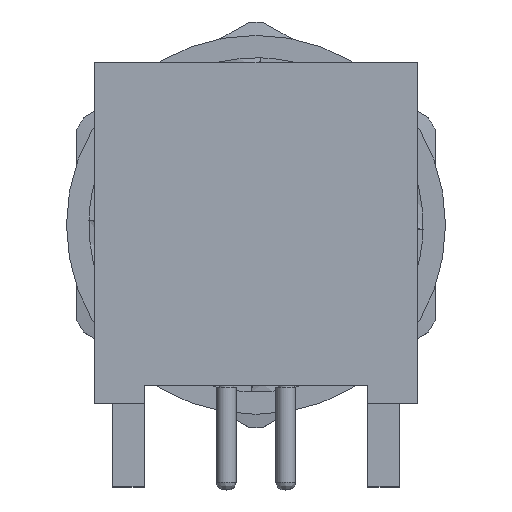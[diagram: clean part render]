
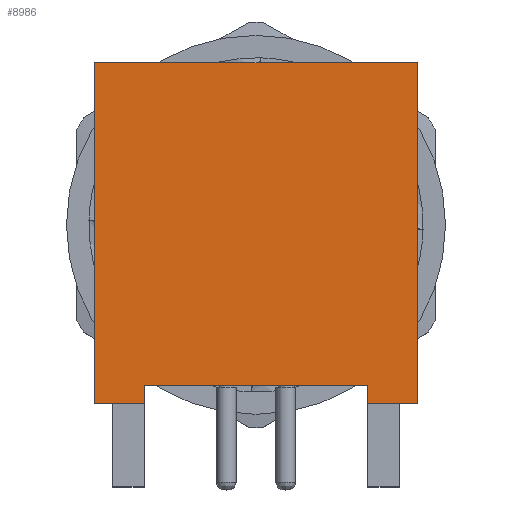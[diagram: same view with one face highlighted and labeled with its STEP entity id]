
A CAD part, top view. The second image highlights one B-rep face of the part: STEP entity #8986.
In plain terms, the highlighted planar face has unit normal (0, 0, 1).
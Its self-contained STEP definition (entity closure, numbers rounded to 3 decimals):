
#99 = EDGE_CURVE ( 'NONE', #9495, #13495, #4180, .T. ) ;
#639 = LINE ( 'NONE', #2128, #13257 ) ;
#1522 = CARTESIAN_POINT ( 'NONE',  ( 5.402, 5.402, 23.502 ) ) ;
#1931 = LINE ( 'NONE', #20263, #7799 ) ;
#2056 = LINE ( 'NONE', #15262, #15444 ) ;
#2128 = CARTESIAN_POINT ( 'NONE',  ( 5.402, 5.4, 23.502 ) ) ;
#2350 = ORIENTED_EDGE ( 'NONE', *, *, #99, .T. ) ;
#2441 = CARTESIAN_POINT ( 'NONE',  ( 0., 5.138, 23.502 ) ) ;
#3367 = VECTOR ( 'NONE', #21550, 1000. ) ;
#3921 = ORIENTED_EDGE ( 'NONE', *, *, #29038, .T. ) ;
#4169 = AXIS2_PLACEMENT_3D ( 'NONE', #2441, #20072, #4967 ) ;
#4170 = EDGE_CURVE ( 'NONE', #13495, #30432, #2056, .T. ) ;
#4180 = LINE ( 'NONE', #18176, #3367 ) ;
#4832 = VERTEX_POINT ( 'NONE', #1522 ) ;
#4967 = DIRECTION ( 'NONE',  ( 1., 0., 0. ) ) ;
#5014 = CARTESIAN_POINT ( 'NONE',  ( 5.402, -6.002, 23.502 ) ) ;
#5089 = LINE ( 'NONE', #21758, #18489 ) ;
#5698 = VECTOR ( 'NONE', #6256, 1000. ) ;
#6243 = VECTOR ( 'NONE', #8254, 1000. ) ;
#6256 = DIRECTION ( 'NONE',  ( 0., 1., 0. ) ) ;
#7088 = DIRECTION ( 'NONE',  ( 0., 1., 0. ) ) ;
#7391 = PLANE ( 'NONE',  #4169 ) ;
#7799 = VECTOR ( 'NONE', #15206, 1000. ) ;
#8254 = DIRECTION ( 'NONE',  ( 1., 0., 0. ) ) ;
#8651 = CARTESIAN_POINT ( 'NONE',  ( 3.748, -6.002, 23.502 ) ) ;
#8785 = EDGE_LOOP ( 'NONE', ( #17242, #9576, #31550, #21759, #2350, #26677, #22793, #3921 ) ) ;
#8941 = EDGE_CURVE ( 'NONE', #30432, #4832, #639, .T. ) ;
#8986 = ADVANCED_FACE ( 'NONE', ( #32594 ), #7391, .T. ) ;
#9392 = VERTEX_POINT ( 'NONE', #15752 ) ;
#9495 = VERTEX_POINT ( 'NONE', #12767 ) ;
#9576 = ORIENTED_EDGE ( 'NONE', *, *, #23375, .T. ) ;
#11598 = DIRECTION ( 'NONE',  ( 0., -1., 0. ) ) ;
#12417 = LINE ( 'NONE', #28960, #5698 ) ;
#12767 = CARTESIAN_POINT ( 'NONE',  ( 3.748, -5.402, 23.502 ) ) ;
#13257 = VECTOR ( 'NONE', #7088, 1000. ) ;
#13495 = VERTEX_POINT ( 'NONE', #8651 ) ;
#15206 = DIRECTION ( 'NONE',  ( -1., 0., 0. ) ) ;
#15262 = CARTESIAN_POINT ( 'NONE',  ( 0., -6.002, 23.502 ) ) ;
#15276 = EDGE_CURVE ( 'NONE', #9495, #16089, #1931, .T. ) ;
#15444 = VECTOR ( 'NONE', #27299, 1000. ) ;
#15752 = CARTESIAN_POINT ( 'NONE',  ( -5.402, 5.402, 23.502 ) ) ;
#16089 = VERTEX_POINT ( 'NONE', #23853 ) ;
#16527 = CARTESIAN_POINT ( 'NONE',  ( -5.4, 5.402, 23.502 ) ) ;
#17242 = ORIENTED_EDGE ( 'NONE', *, *, #21615, .T. ) ;
#17955 = VECTOR ( 'NONE', #24499, 1000. ) ;
#18050 = VERTEX_POINT ( 'NONE', #22561 ) ;
#18176 = CARTESIAN_POINT ( 'NONE',  ( 3.748, 5.138, 23.502 ) ) ;
#18489 = VECTOR ( 'NONE', #11598, 1000. ) ;
#20072 = DIRECTION ( 'NONE',  ( 0., 0., 1. ) ) ;
#20263 = CARTESIAN_POINT ( 'NONE',  ( -5.4, -5.402, 23.502 ) ) ;
#21550 = DIRECTION ( 'NONE',  ( 0., -1., 0. ) ) ;
#21615 = EDGE_CURVE ( 'NONE', #9392, #26945, #5089, .T. ) ;
#21758 = CARTESIAN_POINT ( 'NONE',  ( -5.402, 5.4, 23.502 ) ) ;
#21759 = ORIENTED_EDGE ( 'NONE', *, *, #15276, .F. ) ;
#22561 = CARTESIAN_POINT ( 'NONE',  ( -3.748, -6.002, 23.502 ) ) ;
#22793 = ORIENTED_EDGE ( 'NONE', *, *, #8941, .T. ) ;
#23375 = EDGE_CURVE ( 'NONE', #26945, #18050, #25570, .T. ) ;
#23376 = CARTESIAN_POINT ( 'NONE',  ( 0., -6.002, 23.502 ) ) ;
#23853 = CARTESIAN_POINT ( 'NONE',  ( -3.748, -5.402, 23.502 ) ) ;
#23898 = LINE ( 'NONE', #16527, #17955 ) ;
#24499 = DIRECTION ( 'NONE',  ( -1., 0., 0. ) ) ;
#25570 = LINE ( 'NONE', #23376, #6243 ) ;
#26677 = ORIENTED_EDGE ( 'NONE', *, *, #4170, .T. ) ;
#26945 = VERTEX_POINT ( 'NONE', #30723 ) ;
#27299 = DIRECTION ( 'NONE',  ( 1., 0., 0. ) ) ;
#28960 = CARTESIAN_POINT ( 'NONE',  ( -3.748, 22.371, 23.502 ) ) ;
#29038 = EDGE_CURVE ( 'NONE', #4832, #9392, #23898, .T. ) ;
#30432 = VERTEX_POINT ( 'NONE', #5014 ) ;
#30723 = CARTESIAN_POINT ( 'NONE',  ( -5.402, -6.002, 23.502 ) ) ;
#31550 = ORIENTED_EDGE ( 'NONE', *, *, #32563, .T. ) ;
#32563 = EDGE_CURVE ( 'NONE', #18050, #16089, #12417, .T. ) ;
#32594 = FACE_OUTER_BOUND ( 'NONE', #8785, .T. ) ;
